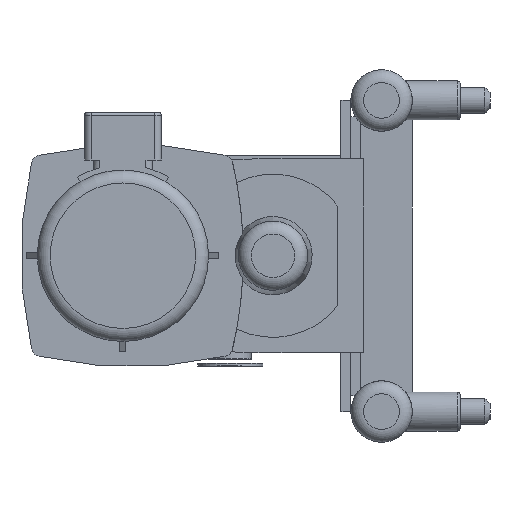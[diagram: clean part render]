
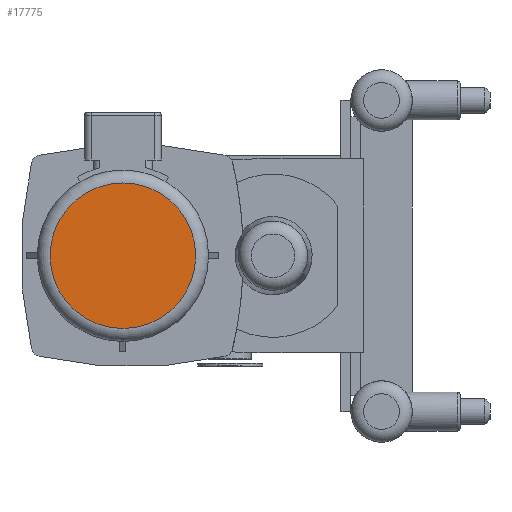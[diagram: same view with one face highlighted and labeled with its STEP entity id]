
A CAD part, left-side view. The second image highlights one B-rep face of the part: STEP entity #17775.
In plain terms, the highlighted planar face has unit normal (-1, 0, 0).
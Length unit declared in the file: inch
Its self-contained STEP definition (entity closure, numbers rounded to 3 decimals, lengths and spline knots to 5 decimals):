
#1677=CIRCLE('',#19570,2.8065);
#1678=CIRCLE('',#19571,2.8065);
#2974=FACE_OUTER_BOUND('',#4051,.T.);
#4051=EDGE_LOOP('',(#16092,#16093));
#8431=VERTEX_POINT('',#34062);
#8432=VERTEX_POINT('',#34063);
#11004=EDGE_CURVE('',#8431,#8432,#1677,.T.);
#11005=EDGE_CURVE('',#8432,#8431,#1678,.T.);
#16092=ORIENTED_EDGE('',*,*,#11004,.F.);
#16093=ORIENTED_EDGE('',*,*,#11005,.F.);
#16796=PLANE('',#19569);
#17775=ADVANCED_FACE('',(#2974),#16796,.T.);
#19569=AXIS2_PLACEMENT_3D('',#34061,#24467,#24468);
#19570=AXIS2_PLACEMENT_3D('',#34064,#24469,#24470);
#19571=AXIS2_PLACEMENT_3D('',#34065,#24471,#24472);
#24467=DIRECTION('center_axis',(-1.,0.,0.));
#24468=DIRECTION('ref_axis',(0.,1.,0.));
#24469=DIRECTION('center_axis',(1.,0.,0.));
#24470=DIRECTION('ref_axis',(0.,0.,
1.));
#24471=DIRECTION('center_axis',(1.,0.,0.));
#24472=DIRECTION('ref_axis',(0.,0.,
1.));
#34061=CARTESIAN_POINT('Origin',(-31.426,4.137,-3.3065));
#34062=CARTESIAN_POINT('',(-31.426,4.137,-2.8065));
#34063=CARTESIAN_POINT('',(-31.426,6.9435,0.));
#34064=CARTESIAN_POINT('Origin',(-31.426,4.137,0.));
#34065=CARTESIAN_POINT('Origin',(-31.426,4.137,0.));
